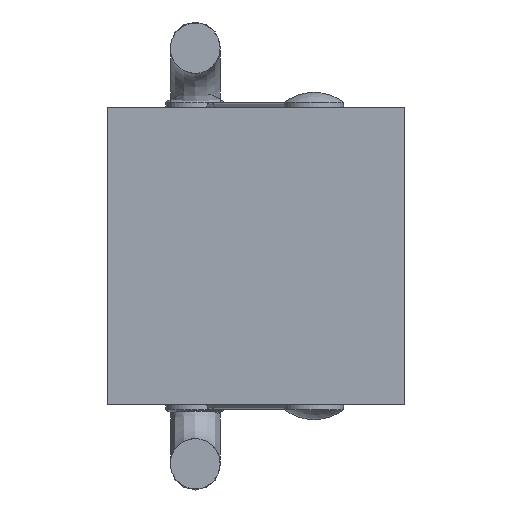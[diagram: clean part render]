
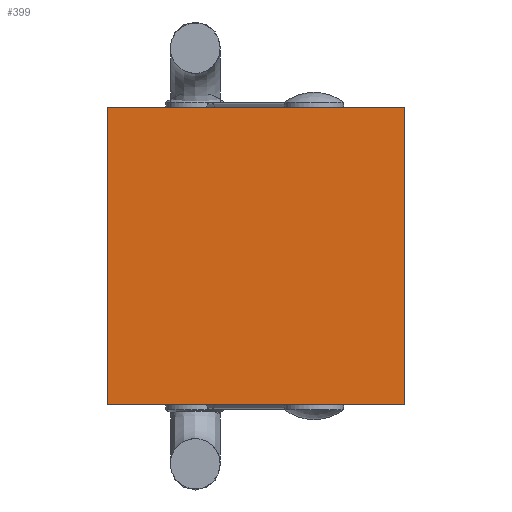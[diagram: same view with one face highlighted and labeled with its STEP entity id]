
A CAD part, front view. The second image highlights one B-rep face of the part: STEP entity #399.
In plain terms, the highlighted planar face has unit normal (0, -1, 0).
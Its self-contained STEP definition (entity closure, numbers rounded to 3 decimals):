
#4 = ORIENTED_EDGE ( 'NONE', *, *, #4036, .T. ) ;
#124 = DIRECTION ( 'NONE',  ( -1., 0., 0. ) ) ;
#315 = PLANE ( 'NONE',  #2032 ) ;
#383 = CARTESIAN_POINT ( 'NONE',  ( 1.5, -0.51, -1.5 ) ) ;
#399 = ADVANCED_FACE ( 'NONE', ( #3320 ), #315, .F. ) ;
#954 = CARTESIAN_POINT ( 'NONE',  ( -1.5, -0.51, 1.5 ) ) ;
#990 = CARTESIAN_POINT ( 'NONE',  ( 1.5, -0.51, 1.5 ) ) ;
#1012 = DIRECTION ( 'NONE',  ( 0., 1., 0. ) ) ;
#1164 = VECTOR ( 'NONE', #124, 1000. ) ;
#1660 = EDGE_CURVE ( 'NONE', #3273, #3635, #3674, .T. ) ;
#1674 = VERTEX_POINT ( 'NONE', #954 ) ;
#2032 = AXIS2_PLACEMENT_3D ( 'NONE', #3164, #1012, #3503 ) ;
#2146 = CARTESIAN_POINT ( 'NONE',  ( 1.5, -0.51, 1.5 ) ) ;
#2186 = EDGE_CURVE ( 'NONE', #3593, #1674, #3894, .T. ) ;
#2425 = LINE ( 'NONE', #990, #3820 ) ;
#2655 = LINE ( 'NONE', #3401, #3371 ) ;
#2725 = VECTOR ( 'NONE', #4074, 1000. ) ;
#3019 = ORIENTED_EDGE ( 'NONE', *, *, #1660, .T. ) ;
#3085 = EDGE_LOOP ( 'NONE', ( #4451, #3019, #4, #4135 ) ) ;
#3121 = EDGE_CURVE ( 'NONE', #1674, #3273, #2655, .T. ) ;
#3141 = DIRECTION ( 'NONE',  ( 0., 0., 1. ) ) ;
#3164 = CARTESIAN_POINT ( 'NONE',  ( 0., -0.51, 0. ) ) ;
#3250 = CARTESIAN_POINT ( 'NONE',  ( -1.5, -0.51, -1.5 ) ) ;
#3273 = VERTEX_POINT ( 'NONE', #3250 ) ;
#3320 = FACE_OUTER_BOUND ( 'NONE', #3085, .T. ) ;
#3371 = VECTOR ( 'NONE', #3765, 1000. ) ;
#3401 = CARTESIAN_POINT ( 'NONE',  ( -1.5, -0.51, 1.5 ) ) ;
#3503 = DIRECTION ( 'NONE',  ( 0., 0., 1. ) ) ;
#3593 = VERTEX_POINT ( 'NONE', #2146 ) ;
#3635 = VERTEX_POINT ( 'NONE', #383 ) ;
#3674 = LINE ( 'NONE', #3975, #2725 ) ;
#3765 = DIRECTION ( 'NONE',  ( 0., 0., -1. ) ) ;
#3820 = VECTOR ( 'NONE', #3141, 1000. ) ;
#3894 = LINE ( 'NONE', #4068, #1164 ) ;
#3975 = CARTESIAN_POINT ( 'NONE',  ( 1.5, -0.51, -1.5 ) ) ;
#4036 = EDGE_CURVE ( 'NONE', #3635, #3593, #2425, .T. ) ;
#4068 = CARTESIAN_POINT ( 'NONE',  ( 1.5, -0.51, 1.5 ) ) ;
#4074 = DIRECTION ( 'NONE',  ( 1., 0., 0. ) ) ;
#4135 = ORIENTED_EDGE ( 'NONE', *, *, #2186, .T. ) ;
#4451 = ORIENTED_EDGE ( 'NONE', *, *, #3121, .T. ) ;
